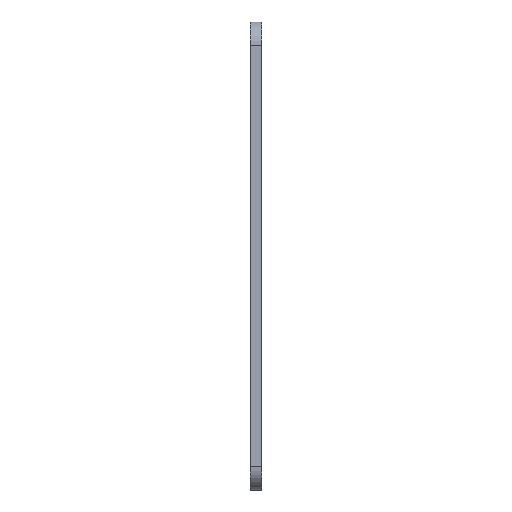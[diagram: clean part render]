
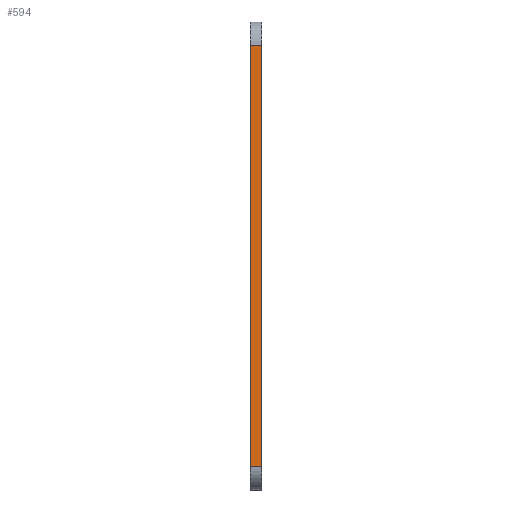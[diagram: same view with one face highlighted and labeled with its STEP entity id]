
A CAD part, left-side view. The second image highlights one B-rep face of the part: STEP entity #594.
In plain terms, the highlighted planar face has unit normal (-1, 0, 0).
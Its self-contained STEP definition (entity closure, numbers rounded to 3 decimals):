
#12 = VECTOR ( 'NONE', #462, 1000. ) ;
#22 = LINE ( 'NONE', #512, #12 ) ;
#127 = DIRECTION ( 'NONE',  ( 0., 1., 0. ) ) ;
#140 = VERTEX_POINT ( 'NONE', #627 ) ;
#143 = DIRECTION ( 'NONE',  ( 1., 0., 0. ) ) ;
#148 = CARTESIAN_POINT ( 'NONE',  ( -120., 3., 54. ) ) ;
#164 = DIRECTION ( 'NONE',  ( 0., 0., -1. ) ) ;
#170 = PLANE ( 'NONE',  #667 ) ;
#179 = ORIENTED_EDGE ( 'NONE', *, *, #748, .F. ) ;
#180 = EDGE_LOOP ( 'NONE', ( #179, #186, #195, #196 ) ) ;
#181 = CARTESIAN_POINT ( 'NONE',  ( -120., 3., -60. ) ) ;
#186 = ORIENTED_EDGE ( 'NONE', *, *, #197, .T. ) ;
#195 = ORIENTED_EDGE ( 'NONE', *, *, #786, .T. ) ;
#196 = ORIENTED_EDGE ( 'NONE', *, *, #716, .T. ) ;
#197 = EDGE_CURVE ( 'NONE', #372, #140, #622, .T. ) ;
#208 = VERTEX_POINT ( 'NONE', #575 ) ;
#210 = VECTOR ( 'NONE', #127, 1000. ) ;
#212 = LINE ( 'NONE', #148, #210 ) ;
#245 = DIRECTION ( 'NONE',  ( 0., 0., 1. ) ) ;
#248 = CARTESIAN_POINT ( 'NONE',  ( -120., 0., -60. ) ) ;
#258 = FACE_OUTER_BOUND ( 'NONE', #180, .T. ) ;
#284 = VERTEX_POINT ( 'NONE', #562 ) ;
#372 = VERTEX_POINT ( 'NONE', #518 ) ;
#412 = VECTOR ( 'NONE', #245, 1000. ) ;
#415 = LINE ( 'NONE', #248, #412 ) ;
#462 = DIRECTION ( 'NONE',  ( 0., 0., 1. ) ) ;
#512 = CARTESIAN_POINT ( 'NONE',  ( -120., 3., -60. ) ) ;
#518 = CARTESIAN_POINT ( 'NONE',  ( -120., 3., -54. ) ) ;
#562 = CARTESIAN_POINT ( 'NONE',  ( -120., 0., 54. ) ) ;
#575 = CARTESIAN_POINT ( 'NONE',  ( -120., 3., 54. ) ) ;
#586 = VECTOR ( 'NONE', #658, 1000. ) ;
#594 = ADVANCED_FACE ( 'NONE', ( #258 ), #170, .F. ) ;
#622 = LINE ( 'NONE', #664, #586 ) ;
#627 = CARTESIAN_POINT ( 'NONE',  ( -120., 0., -54. ) ) ;
#658 = DIRECTION ( 'NONE',  ( 0., -1., 0. ) ) ;
#664 = CARTESIAN_POINT ( 'NONE',  ( -120., 3., -54. ) ) ;
#667 = AXIS2_PLACEMENT_3D ( 'NONE', #181, #143, #164 ) ;
#716 = EDGE_CURVE ( 'NONE', #284, #208, #212, .T. ) ;
#748 = EDGE_CURVE ( 'NONE', #372, #208, #22, .T. ) ;
#786 = EDGE_CURVE ( 'NONE', #140, #284, #415, .T. ) ;
